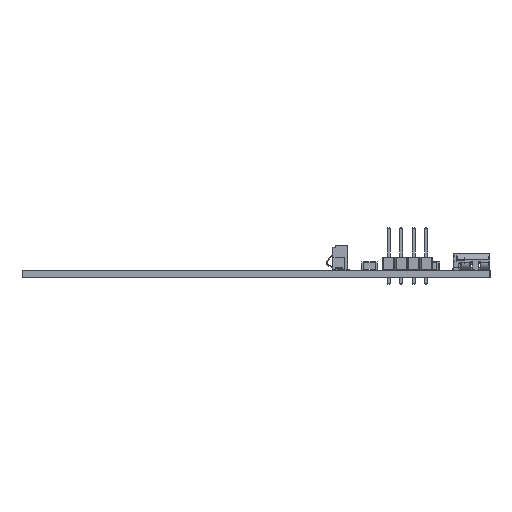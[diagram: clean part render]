
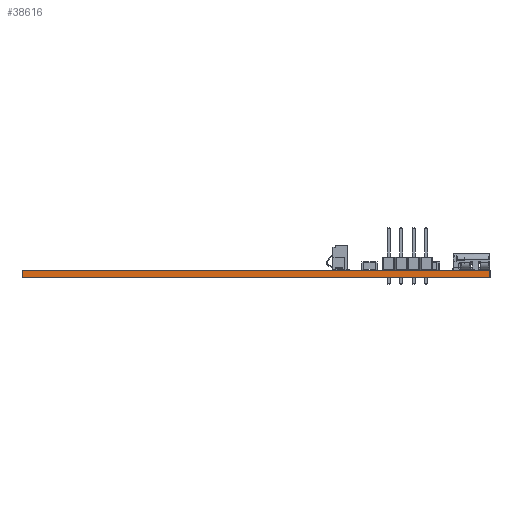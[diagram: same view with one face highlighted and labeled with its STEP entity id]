
A CAD part, left-side view. The second image highlights one B-rep face of the part: STEP entity #38616.
In plain terms, the highlighted planar face has unit normal (-1, 0, 0).
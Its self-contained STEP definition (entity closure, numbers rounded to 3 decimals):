
#37972 = VERTEX_POINT('',#37973);
#37973 = CARTESIAN_POINT('',(108.4,-117.05,1.51));
#37979 = EDGE_CURVE('',#37980,#37972,#37982,.T.);
#37980 = VERTEX_POINT('',#37981);
#37981 = CARTESIAN_POINT('',(108.4,-117.05,0.));
#37982 = LINE('',#37983,#37984);
#37983 = CARTESIAN_POINT('',(108.4,-117.05,0.));
#37984 = VECTOR('',#37985,1.);
#37985 = DIRECTION('',(0.,0.,1.));
#38004 = VERTEX_POINT('',#38005);
#38005 = CARTESIAN_POINT('',(108.4,-22.05,0.));
#38011 = EDGE_CURVE('',#37980,#38004,#38012,.T.);
#38012 = LINE('',#38013,#38014);
#38013 = CARTESIAN_POINT('',(108.4,-117.05,0.));
#38014 = VECTOR('',#38015,1.);
#38015 = DIRECTION('',(0.,1.,0.));
#38305 = VERTEX_POINT('',#38306);
#38306 = CARTESIAN_POINT('',(108.4,-22.05,1.51));
#38312 = EDGE_CURVE('',#37972,#38305,#38313,.T.);
#38313 = LINE('',#38314,#38315);
#38314 = CARTESIAN_POINT('',(108.4,-117.05,1.51));
#38315 = VECTOR('',#38316,1.);
#38316 = DIRECTION('',(0.,1.,0.));
#38603 = EDGE_CURVE('',#38004,#38305,#38604,.T.);
#38604 = LINE('',#38605,#38606);
#38605 = CARTESIAN_POINT('',(108.4,-22.05,0.));
#38606 = VECTOR('',#38607,1.);
#38607 = DIRECTION('',(0.,0.,1.));
#38616 = ADVANCED_FACE('',(#38617),#38623,.T.);
#38617 = FACE_BOUND('',#38618,.T.);
#38618 = EDGE_LOOP('',(#38619,#38620,#38621,#38622));
#38619 = ORIENTED_EDGE('',*,*,#37979,.T.);
#38620 = ORIENTED_EDGE('',*,*,#38312,.T.);
#38621 = ORIENTED_EDGE('',*,*,#38603,.F.);
#38622 = ORIENTED_EDGE('',*,*,#38011,.F.);
#38623 = PLANE('',#38624);
#38624 = AXIS2_PLACEMENT_3D('',#38625,#38626,#38627);
#38625 = CARTESIAN_POINT('',(108.4,-117.05,0.));
#38626 = DIRECTION('',(-1.,0.,0.));
#38627 = DIRECTION('',(0.,1.,0.));
